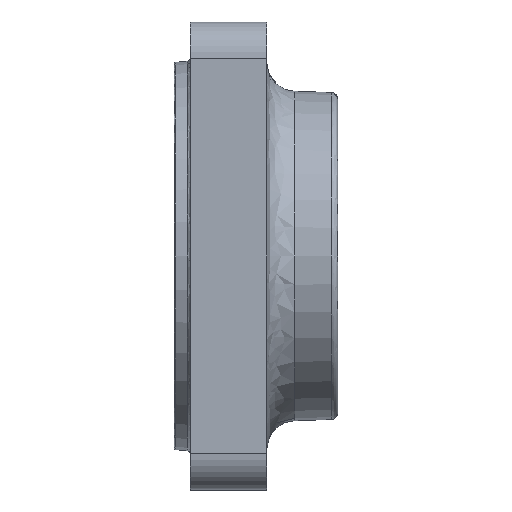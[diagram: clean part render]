
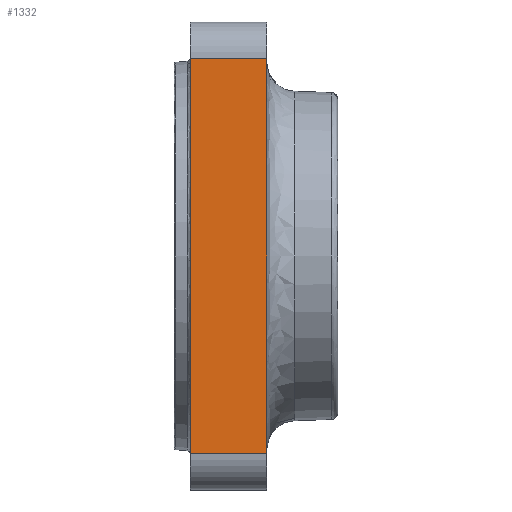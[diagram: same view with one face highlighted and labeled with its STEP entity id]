
A CAD part, left-side view. The second image highlights one B-rep face of the part: STEP entity #1332.
In plain terms, the highlighted planar face has unit normal (-1, 0, 0).
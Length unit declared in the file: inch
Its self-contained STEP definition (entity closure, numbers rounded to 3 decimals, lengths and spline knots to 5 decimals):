
#30 = EDGE_CURVE ( 'NONE', #193, #795, #230, .T. ) ;
#106 = DIRECTION ( 'NONE',  ( 0., 0., 1. ) ) ;
#193 = VERTEX_POINT ( 'NONE', #916 ) ;
#195 = VECTOR ( 'NONE', #527, 39.37008 ) ;
#201 = EDGE_CURVE ( 'NONE', #879, #193, #390, .T. ) ;
#210 = DIRECTION ( 'NONE',  ( 0., 1., 0. ) ) ;
#222 = EDGE_LOOP ( 'NONE', ( #1277, #1481, #713, #1649 ) ) ;
#223 = EDGE_CURVE ( 'NONE', #988, #879, #544, .T. ) ;
#230 = LINE ( 'NONE', #1528, #1191 ) ;
#308 = FACE_OUTER_BOUND ( 'NONE', #222, .T. ) ;
#329 = LINE ( 'NONE', #1362, #882 ) ;
#344 = AXIS2_PLACEMENT_3D ( 'NONE', #971, #1334, #941 ) ;
#390 = LINE ( 'NONE', #539, #195 ) ;
#527 = DIRECTION ( 'NONE',  ( 0., -1., 0. ) ) ;
#539 = CARTESIAN_POINT ( 'NONE',  ( -1., -0.325, -0.844 ) ) ;
#544 = LINE ( 'NONE', #1157, #1518 ) ;
#687 = CARTESIAN_POINT ( 'NONE',  ( -1., 0., -0.844 ) ) ;
#713 = ORIENTED_EDGE ( 'NONE', *, *, #223, .T. ) ;
#795 = VERTEX_POINT ( 'NONE', #811 ) ;
#811 = CARTESIAN_POINT ( 'NONE',  ( -1., -0.325, 0.844 ) ) ;
#879 = VERTEX_POINT ( 'NONE', #687 ) ;
#882 = VECTOR ( 'NONE', #210, 39.37008 ) ;
#908 = DIRECTION ( 'NONE',  ( 0., 0., -1. ) ) ;
#916 = CARTESIAN_POINT ( 'NONE',  ( -1., -0.325, -0.844 ) ) ;
#937 = EDGE_CURVE ( 'NONE', #795, #988, #329, .T. ) ;
#941 = DIRECTION ( 'NONE',  ( 0., 0., 1. ) ) ;
#971 = CARTESIAN_POINT ( 'NONE',  ( -1., -0.325, 0. ) ) ;
#988 = VERTEX_POINT ( 'NONE', #1257 ) ;
#1157 = CARTESIAN_POINT ( 'NONE',  ( -1., 0., 0. ) ) ;
#1191 = VECTOR ( 'NONE', #106, 39.37008 ) ;
#1257 = CARTESIAN_POINT ( 'NONE',  ( -1., 0., 0.844 ) ) ;
#1277 = ORIENTED_EDGE ( 'NONE', *, *, #30, .T. ) ;
#1332 = ADVANCED_FACE ( 'NONE', ( #308 ), #1616, .T. ) ;
#1334 = DIRECTION ( 'NONE',  ( -1., 0., 0. ) ) ;
#1362 = CARTESIAN_POINT ( 'NONE',  ( -1., -0.325, 0.844 ) ) ;
#1481 = ORIENTED_EDGE ( 'NONE', *, *, #937, .T. ) ;
#1518 = VECTOR ( 'NONE', #908, 39.37008 ) ;
#1528 = CARTESIAN_POINT ( 'NONE',  ( -1., -0.325, 0. ) ) ;
#1616 = PLANE ( 'NONE',  #344 ) ;
#1649 = ORIENTED_EDGE ( 'NONE', *, *, #201, .T. ) ;
